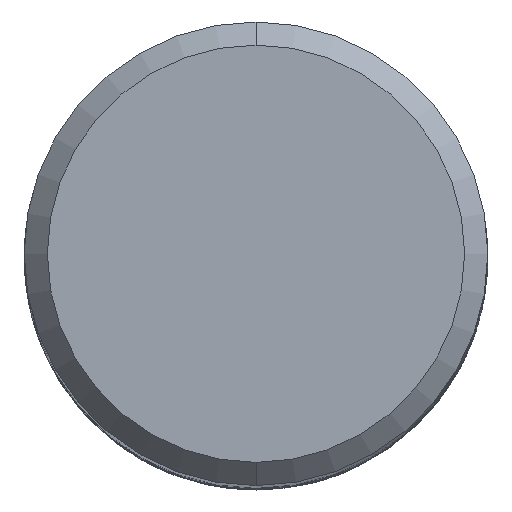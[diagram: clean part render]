
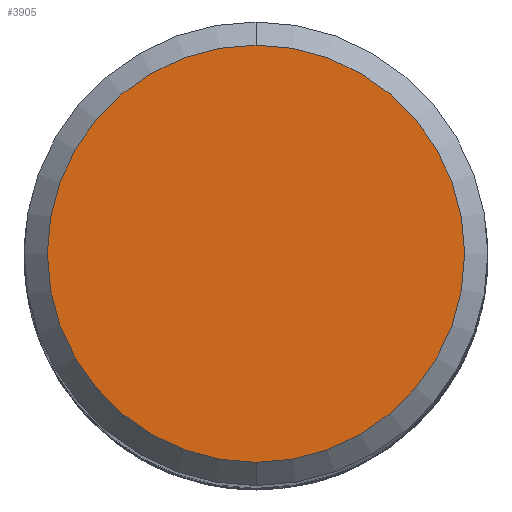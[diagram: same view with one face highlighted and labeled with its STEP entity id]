
A CAD part, top view. The second image highlights one B-rep face of the part: STEP entity #3905.
In plain terms, the highlighted planar face has unit normal (0, 0, 1).
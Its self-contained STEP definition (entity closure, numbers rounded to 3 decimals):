
#2687=VERTEX_POINT('',#5499);
#2727=EDGE_CURVE('',#2687,#3693,#5540,.T.);
#3377=EDGE_CURVE('',#3693,#2687,#6247,.T.);
#3693=VERTEX_POINT('',#6588);
#3905=ADVANCED_FACE('',(#6818),#6819,.T.);
#5499=CARTESIAN_POINT('',(0.0,7.2,0.0));
#5540=CIRCLE('',#20417,7.2);
#6247=CIRCLE('',#29801,7.2);
#6588=CARTESIAN_POINT('',(0.,-7.2,0.0));
#6818=FACE_OUTER_BOUND('',#36815,.T.);
#6819=PLANE('',#36816);
#20417=AXIS2_PLACEMENT_3D('',#40771,#40772,#40773);
#29801=AXIS2_PLACEMENT_3D('',#41535,#41536,#41537);
#36815=EDGE_LOOP('',(#42088,#42089));
#36816=AXIS2_PLACEMENT_3D('',#42090,#42091,#42092);
#40771=CARTESIAN_POINT('',(0.0,0.0,0.0));
#40772=DIRECTION('',(0.0,0.0,-1.0));
#40773=DIRECTION('',(0.0,1.0,0.0));
#41535=CARTESIAN_POINT('',(0.0,0.0,0.0));
#41536=DIRECTION('',(0.0,0.0,-1.0));
#41537=DIRECTION('',(0.0,1.0,0.0));
#42088=ORIENTED_EDGE('',*,*,#2727,.F.);
#42089=ORIENTED_EDGE('',*,*,#3377,.F.);
#42090=CARTESIAN_POINT('',(0.0,3.6,0.0));
#42091=DIRECTION('',(-0.0,0.0,1.0));
#42092=DIRECTION('',(0.0,-1.0,0.0));
